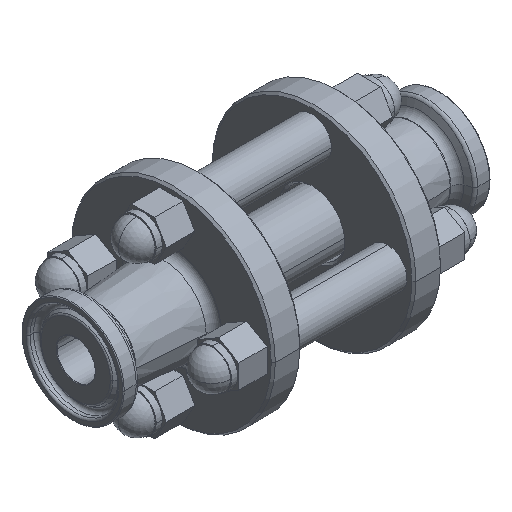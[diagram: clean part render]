
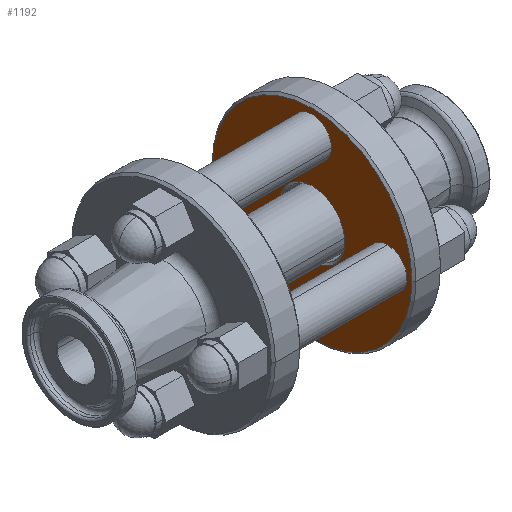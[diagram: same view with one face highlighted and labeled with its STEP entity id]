
A CAD part, isometric view. The second image highlights one B-rep face of the part: STEP entity #1192.
In plain terms, the highlighted planar face has unit normal (-1, 0, 0).
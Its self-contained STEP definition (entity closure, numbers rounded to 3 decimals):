
#35 = CARTESIAN_POINT ( 'NONE',  ( 13.75, 24.5, 0. ) ) ;
#86 = DIRECTION ( 'NONE',  ( -1., 0., 0. ) ) ;
#124 = DIRECTION ( 'NONE',  ( -1., 0., 0. ) ) ;
#179 = ORIENTED_EDGE ( 'NONE', *, *, #931, .F. ) ;
#221 = DIRECTION ( 'NONE',  ( 0., -1., 0. ) ) ;
#225 = CARTESIAN_POINT ( 'NONE',  ( 13.75, -18.5, -4.765 ) ) ;
#241 = VERTEX_POINT ( 'NONE', #5698 ) ;
#303 = DIRECTION ( 'NONE',  ( -1., 0., 0. ) ) ;
#343 = VERTEX_POINT ( 'NONE', #888 ) ;
#371 = VERTEX_POINT ( 'NONE', #2611 ) ;
#527 = VERTEX_POINT ( 'NONE', #4207 ) ;
#534 = DIRECTION ( 'NONE',  ( -1., 0., 0. ) ) ;
#551 = DIRECTION ( 'NONE',  ( 0., 1., 0. ) ) ;
#593 = AXIS2_PLACEMENT_3D ( 'NONE', #35, #2250, #4529 ) ;
#642 = ORIENTED_EDGE ( 'NONE', *, *, #3398, .T. ) ;
#688 = CARTESIAN_POINT ( 'NONE',  ( 13.75, 0., 0. ) ) ;
#717 = AXIS2_PLACEMENT_3D ( 'NONE', #5853, #1789, #3587 ) ;
#857 = EDGE_CURVE ( 'NONE', #4958, #4990, #2858, .T. ) ;
#888 = CARTESIAN_POINT ( 'NONE',  ( 13.75, 8.05, 0. ) ) ;
#903 = AXIS2_PLACEMENT_3D ( 'NONE', #1253, #3608, #3498 ) ;
#931 = EDGE_CURVE ( 'NONE', #371, #343, #4366, .T. ) ;
#941 = CARTESIAN_POINT ( 'NONE',  ( 13.75, -18.5, 0. ) ) ;
#1103 = CIRCLE ( 'NONE', #903, 4.765 ) ;
#1192 = ADVANCED_FACE ( 'NONE', ( #3556, #2701, #5374, #1406, #1650, #3106 ), #3458, .F. ) ;
#1225 = EDGE_CURVE ( 'NONE', #5455, #2447, #4754, .T. ) ;
#1253 = CARTESIAN_POINT ( 'NONE',  ( 13.75, 18.5, 0. ) ) ;
#1295 = EDGE_LOOP ( 'NONE', ( #5553, #5559 ) ) ;
#1406 = FACE_BOUND ( 'NONE', #1825, .T. ) ;
#1410 = EDGE_CURVE ( 'NONE', #2447, #5455, #5620, .T. ) ;
#1431 = ORIENTED_EDGE ( 'NONE', *, *, #3894, .T. ) ;
#1554 = EDGE_CURVE ( 'NONE', #1903, #3811, #5238, .T. ) ;
#1650 = FACE_BOUND ( 'NONE', #3687, .T. ) ;
#1657 = DIRECTION ( 'NONE',  ( -1., 0., 0. ) ) ;
#1674 = CARTESIAN_POINT ( 'NONE',  ( 13.75, -18.5, 0. ) ) ;
#1763 = CIRCLE ( 'NONE', #3174, 24.5 ) ;
#1765 = EDGE_LOOP ( 'NONE', ( #2802, #1431 ) ) ;
#1789 = DIRECTION ( 'NONE',  ( -1., 0., 0. ) ) ;
#1818 = DIRECTION ( 'NONE',  ( 1., 0., 0. ) ) ;
#1825 = EDGE_LOOP ( 'NONE', ( #642, #4901 ) ) ;
#1836 = AXIS2_PLACEMENT_3D ( 'NONE', #5597, #534, #2907 ) ;
#1867 = EDGE_CURVE ( 'NONE', #241, #3363, #3254, .T. ) ;
#1892 = DIRECTION ( 'NONE',  ( 0., -1., 0. ) ) ;
#1903 = VERTEX_POINT ( 'NONE', #5558 ) ;
#1912 = AXIS2_PLACEMENT_3D ( 'NONE', #4983, #5463, #3171 ) ;
#2176 = CARTESIAN_POINT ( 'NONE',  ( 13.75, 18.5, 0. ) ) ;
#2241 = EDGE_CURVE ( 'NONE', #4990, #4958, #2512, .T. ) ;
#2250 = DIRECTION ( 'NONE',  ( 1., 0., 0. ) ) ;
#2317 = AXIS2_PLACEMENT_3D ( 'NONE', #1674, #3102, #5290 ) ;
#2386 = AXIS2_PLACEMENT_3D ( 'NONE', #2718, #86, #3716 ) ;
#2447 = VERTEX_POINT ( 'NONE', #4803 ) ;
#2486 = AXIS2_PLACEMENT_3D ( 'NONE', #5690, #1657, #2930 ) ;
#2512 = CIRCLE ( 'NONE', #2317, 4.765 ) ;
#2585 = AXIS2_PLACEMENT_3D ( 'NONE', #2176, #1818, #5408 ) ;
#2611 = CARTESIAN_POINT ( 'NONE',  ( 13.75, -8.05, 0. ) ) ;
#2643 = EDGE_LOOP ( 'NONE', ( #4997, #2906 ) ) ;
#2701 = FACE_BOUND ( 'NONE', #2643, .T. ) ;
#2718 = CARTESIAN_POINT ( 'NONE',  ( 13.75, 0., 0. ) ) ;
#2802 = ORIENTED_EDGE ( 'NONE', *, *, #3684, .T. ) ;
#2858 = CIRCLE ( 'NONE', #3328, 4.765 ) ;
#2906 = ORIENTED_EDGE ( 'NONE', *, *, #857, .F. ) ;
#2907 = DIRECTION ( 'NONE',  ( 0., -1., 0. ) ) ;
#2930 = DIRECTION ( 'NONE',  ( 0., 1., 0. ) ) ;
#3061 = EDGE_CURVE ( 'NONE', #3363, #241, #3541, .T. ) ;
#3081 = ORIENTED_EDGE ( 'NONE', *, *, #3061, .F. ) ;
#3102 = DIRECTION ( 'NONE',  ( -1., 0., 0. ) ) ;
#3106 = FACE_OUTER_BOUND ( 'NONE', #1765, .T. ) ;
#3171 = DIRECTION ( 'NONE',  ( 0., 1., 0. ) ) ;
#3174 = AXIS2_PLACEMENT_3D ( 'NONE', #4140, #124, #1892 ) ;
#3254 = CIRCLE ( 'NONE', #5060, 4.765 ) ;
#3273 = VERTEX_POINT ( 'NONE', #4360 ) ;
#3328 = AXIS2_PLACEMENT_3D ( 'NONE', #941, #5447, #4193 ) ;
#3363 = VERTEX_POINT ( 'NONE', #5343 ) ;
#3398 = EDGE_CURVE ( 'NONE', #3811, #1903, #1103, .T. ) ;
#3458 = PLANE ( 'NONE',  #593 ) ;
#3498 = DIRECTION ( 'NONE',  ( 0., 1., 0. ) ) ;
#3541 = CIRCLE ( 'NONE', #717, 4.765 ) ;
#3556 = FACE_BOUND ( 'NONE', #1295, .T. ) ;
#3587 = DIRECTION ( 'NONE',  ( 0., 1., 0. ) ) ;
#3608 = DIRECTION ( 'NONE',  ( 1., 0., 0. ) ) ;
#3639 = CIRCLE ( 'NONE', #4113, 24.5 ) ;
#3684 = EDGE_CURVE ( 'NONE', #3273, #527, #3639, .T. ) ;
#3687 = EDGE_LOOP ( 'NONE', ( #179, #3914 ) ) ;
#3716 = DIRECTION ( 'NONE',  ( 0., -1., 0. ) ) ;
#3811 = VERTEX_POINT ( 'NONE', #5289 ) ;
#3857 = CARTESIAN_POINT ( 'NONE',  ( 13.75, -18.5, 4.765 ) ) ;
#3894 = EDGE_CURVE ( 'NONE', #527, #3273, #1763, .T. ) ;
#3914 = ORIENTED_EDGE ( 'NONE', *, *, #5081, .F. ) ;
#4113 = AXIS2_PLACEMENT_3D ( 'NONE', #688, #303, #221 ) ;
#4140 = CARTESIAN_POINT ( 'NONE',  ( 13.75, 0., 0. ) ) ;
#4193 = DIRECTION ( 'NONE',  ( 0., 1., 0. ) ) ;
#4207 = CARTESIAN_POINT ( 'NONE',  ( 13.75, -24.5, 0. ) ) ;
#4360 = CARTESIAN_POINT ( 'NONE',  ( 13.75, 24.5, 0. ) ) ;
#4366 = CIRCLE ( 'NONE', #2386, 8.05 ) ;
#4529 = DIRECTION ( 'NONE',  ( 0., 1., 0. ) ) ;
#4661 = CARTESIAN_POINT ( 'NONE',  ( 13.75, 0., -18.5 ) ) ;
#4754 = CIRCLE ( 'NONE', #1912, 4.765 ) ;
#4803 = CARTESIAN_POINT ( 'NONE',  ( 13.75, 4.765, 18.5 ) ) ;
#4901 = ORIENTED_EDGE ( 'NONE', *, *, #1554, .T. ) ;
#4958 = VERTEX_POINT ( 'NONE', #3857 ) ;
#4983 = CARTESIAN_POINT ( 'NONE',  ( 13.75, 0., 18.5 ) ) ;
#4990 = VERTEX_POINT ( 'NONE', #225 ) ;
#4997 = ORIENTED_EDGE ( 'NONE', *, *, #2241, .F. ) ;
#5028 = EDGE_LOOP ( 'NONE', ( #3081, #5232 ) ) ;
#5060 = AXIS2_PLACEMENT_3D ( 'NONE', #4661, #5090, #551 ) ;
#5081 = EDGE_CURVE ( 'NONE', #343, #371, #5530, .T. ) ;
#5090 = DIRECTION ( 'NONE',  ( -1., 0., 0. ) ) ;
#5232 = ORIENTED_EDGE ( 'NONE', *, *, #1867, .F. ) ;
#5238 = CIRCLE ( 'NONE', #2585, 4.765 ) ;
#5289 = CARTESIAN_POINT ( 'NONE',  ( 13.75, 18.5, 4.765 ) ) ;
#5290 = DIRECTION ( 'NONE',  ( 0., 1., 0. ) ) ;
#5343 = CARTESIAN_POINT ( 'NONE',  ( 13.75, 4.765, -18.5 ) ) ;
#5374 = FACE_BOUND ( 'NONE', #5028, .T. ) ;
#5408 = DIRECTION ( 'NONE',  ( 0., 1., 0. ) ) ;
#5413 = CARTESIAN_POINT ( 'NONE',  ( 13.75, -4.765, 18.5 ) ) ;
#5447 = DIRECTION ( 'NONE',  ( -1., 0., 0. ) ) ;
#5455 = VERTEX_POINT ( 'NONE', #5413 ) ;
#5463 = DIRECTION ( 'NONE',  ( -1., 0., 0. ) ) ;
#5530 = CIRCLE ( 'NONE', #1836, 8.05 ) ;
#5553 = ORIENTED_EDGE ( 'NONE', *, *, #1225, .F. ) ;
#5558 = CARTESIAN_POINT ( 'NONE',  ( 13.75, 18.5, -4.765 ) ) ;
#5559 = ORIENTED_EDGE ( 'NONE', *, *, #1410, .F. ) ;
#5597 = CARTESIAN_POINT ( 'NONE',  ( 13.75, 0., 0. ) ) ;
#5620 = CIRCLE ( 'NONE', #2486, 4.765 ) ;
#5690 = CARTESIAN_POINT ( 'NONE',  ( 13.75, 0., 18.5 ) ) ;
#5698 = CARTESIAN_POINT ( 'NONE',  ( 13.75, -4.765, -18.5 ) ) ;
#5853 = CARTESIAN_POINT ( 'NONE',  ( 13.75, 0., -18.5 ) ) ;
